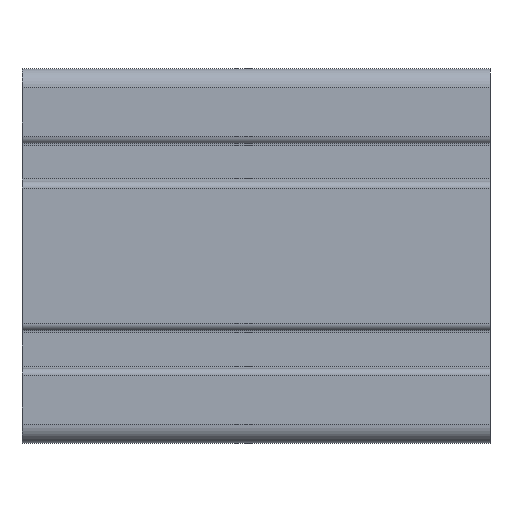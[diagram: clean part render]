
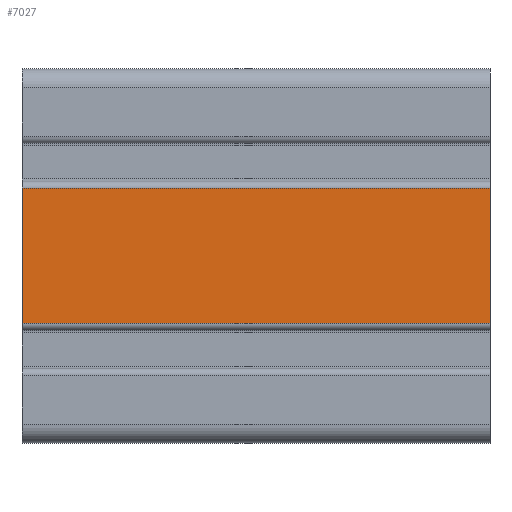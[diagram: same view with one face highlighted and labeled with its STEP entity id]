
A CAD part, top view. The second image highlights one B-rep face of the part: STEP entity #7027.
In plain terms, the highlighted planar face has unit normal (0, 0, 1).
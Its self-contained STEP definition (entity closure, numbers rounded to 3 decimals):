
#254 = LINE ( 'NONE', #4521, #5043 ) ;
#900 = CARTESIAN_POINT ( 'NONE',  ( -40.816, 69.348, 40. ) ) ;
#1410 = DIRECTION ( 'NONE',  ( -1., 0., 0. ) ) ;
#1412 = DIRECTION ( 'NONE',  ( 0., -1., 0. ) ) ;
#1581 = DIRECTION ( 'NONE',  ( -1., 0., 0. ) ) ;
#2001 = LINE ( 'NONE', #3889, #6797 ) ;
#2038 = FACE_OUTER_BOUND ( 'NONE', #3008, .T. ) ;
#2123 = DIRECTION ( 'NONE',  ( 0., 0., -1. ) ) ;
#2144 = EDGE_CURVE ( 'NONE', #3330, #3473, #254, .T. ) ;
#2218 = ORIENTED_EDGE ( 'NONE', *, *, #3835, .F. ) ;
#2358 = CARTESIAN_POINT ( 'NONE',  ( -40.816, 69.348, 40. ) ) ;
#2795 = DIRECTION ( 'NONE',  ( -1., 0., 0. ) ) ;
#3008 = EDGE_LOOP ( 'NONE', ( #5194, #4236, #2218, #6902 ) ) ;
#3019 = CARTESIAN_POINT ( 'NONE',  ( 59.184, 40.448, 40. ) ) ;
#3102 = VECTOR ( 'NONE', #2795, 1000. ) ;
#3110 = VERTEX_POINT ( 'NONE', #3019 ) ;
#3330 = VERTEX_POINT ( 'NONE', #4601 ) ;
#3387 = DIRECTION ( 'NONE',  ( 0., -1., 0. ) ) ;
#3473 = VERTEX_POINT ( 'NONE', #2358 ) ;
#3481 = PLANE ( 'NONE',  #4473 ) ;
#3835 = EDGE_CURVE ( 'NONE', #3330, #3110, #2001, .T. ) ;
#3889 = CARTESIAN_POINT ( 'NONE',  ( 59.184, 69.348, 40. ) ) ;
#4236 = ORIENTED_EDGE ( 'NONE', *, *, #7100, .F. ) ;
#4473 = AXIS2_PLACEMENT_3D ( 'NONE', #7179, #2123, #1581 ) ;
#4521 = CARTESIAN_POINT ( 'NONE',  ( 59.184, 69.348, 40. ) ) ;
#4601 = CARTESIAN_POINT ( 'NONE',  ( 59.184, 69.348, 40. ) ) ;
#4731 = CARTESIAN_POINT ( 'NONE',  ( -40.816, 40.448, 40. ) ) ;
#5043 = VECTOR ( 'NONE', #1410, 1000. ) ;
#5051 = VERTEX_POINT ( 'NONE', #4731 ) ;
#5194 = ORIENTED_EDGE ( 'NONE', *, *, #7974, .T. ) ;
#5926 = CARTESIAN_POINT ( 'NONE',  ( 59.184, 40.448, 40. ) ) ;
#6797 = VECTOR ( 'NONE', #1412, 1000. ) ;
#6836 = LINE ( 'NONE', #5926, #3102 ) ;
#6902 = ORIENTED_EDGE ( 'NONE', *, *, #2144, .T. ) ;
#7027 = ADVANCED_FACE ( 'NONE', ( #2038 ), #3481, .F. ) ;
#7072 = LINE ( 'NONE', #900, #7751 ) ;
#7100 = EDGE_CURVE ( 'NONE', #3110, #5051, #6836, .T. ) ;
#7179 = CARTESIAN_POINT ( 'NONE',  ( 59.184, 69.348, 40. ) ) ;
#7751 = VECTOR ( 'NONE', #3387, 1000. ) ;
#7974 = EDGE_CURVE ( 'NONE', #3473, #5051, #7072, .T. ) ;
